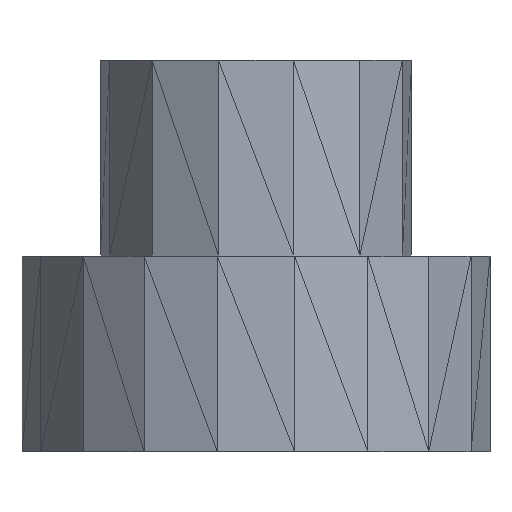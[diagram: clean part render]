
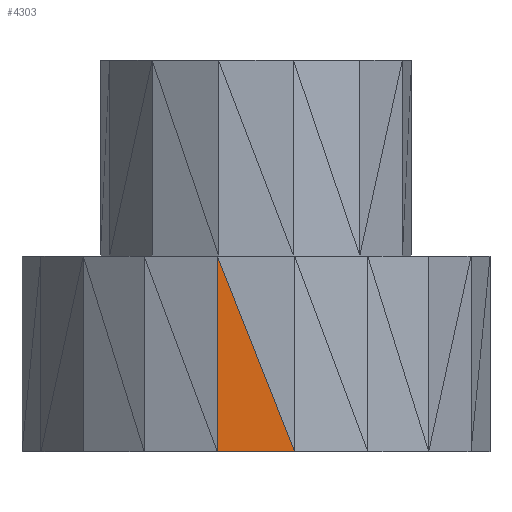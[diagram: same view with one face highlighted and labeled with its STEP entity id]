
A CAD part, left-side view. The second image highlights one B-rep face of the part: STEP entity #4303.
In plain terms, the highlighted planar face has unit normal (-1, 0, 0).
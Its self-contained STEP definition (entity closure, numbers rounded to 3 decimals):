
#3842 = VERTEX_POINT('',#3843);
#3843 = CARTESIAN_POINT('',(-6.478,-0.758,0.));
#4049 = PLANE('',#4050);
#4050 = AXIS2_PLACEMENT_3D('',#4051,#4052,#4053);
#4051 = CARTESIAN_POINT('',(-6.478,-0.758,0.));
#4052 = DIRECTION('',(0.,0.,1.));
#4053 = DIRECTION('',(1.,0.,-0.));
#4119 = EDGE_CURVE('',#3842,#4120,#4122,.T.);
#4120 = VERTEX_POINT('',#4121);
#4121 = CARTESIAN_POINT('',(-6.478,1.217,0.));
#4122 = SURFACE_CURVE('',#4123,(#4127,#4134),.PCURVE_S1.);
#4123 = LINE('',#4124,#4125);
#4124 = CARTESIAN_POINT('',(-6.478,-0.758,0.));
#4125 = VECTOR('',#4126,1.);
#4126 = DIRECTION('',(0.,1.,0.));
#4127 = PCURVE('',#4049,#4128);
#4128 = DEFINITIONAL_REPRESENTATION('',(#4129),#4133);
#4129 = LINE('',#4130,#4131);
#4130 = CARTESIAN_POINT('',(0.,0.));
#4131 = VECTOR('',#4132,1.);
#4132 = DIRECTION('',(0.,1.));
#4133 = ( GEOMETRIC_REPRESENTATION_CONTEXT(2) 
PARAMETRIC_REPRESENTATION_CONTEXT() REPRESENTATION_CONTEXT('2D SPACE',''
  ) );
#4134 = PCURVE('',#4135,#4140);
#4135 = PLANE('',#4136);
#4136 = AXIS2_PLACEMENT_3D('',#4137,#4138,#4139);
#4137 = CARTESIAN_POINT('',(-6.478,1.217,0.));
#4138 = DIRECTION('',(1.,0.,-0.));
#4139 = DIRECTION('',(0.,0.,1.));
#4140 = DEFINITIONAL_REPRESENTATION('',(#4141),#4144);
#4141 = B_SPLINE_CURVE_WITH_KNOTS('',1,(#4142,#4143),.UNSPECIFIED.,.F.,
  .F.,(2,2),(0.,1.975),.PIECEWISE_BEZIER_KNOTS.);
#4142 = CARTESIAN_POINT('',(0.,1.975));
#4143 = CARTESIAN_POINT('',(0.,0.));
#4144 = ( GEOMETRIC_REPRESENTATION_CONTEXT(2) 
PARAMETRIC_REPRESENTATION_CONTEXT() REPRESENTATION_CONTEXT('2D SPACE',''
  ) );
#4303 = ADVANCED_FACE('',(#4304),#4135,.F.);
#4304 = FACE_BOUND('',#4305,.T.);
#4305 = EDGE_LOOP('',(#4306,#4307,#4334));
#4306 = ORIENTED_EDGE('',*,*,#4119,.F.);
#4307 = ORIENTED_EDGE('',*,*,#4308,.T.);
#4308 = EDGE_CURVE('',#3842,#4309,#4311,.T.);
#4309 = VERTEX_POINT('',#4310);
#4310 = CARTESIAN_POINT('',(-6.478,1.217,5.));
#4311 = SURFACE_CURVE('',#4312,(#4316,#4323),.PCURVE_S1.);
#4312 = LINE('',#4313,#4314);
#4313 = CARTESIAN_POINT('',(-6.478,-0.758,0.));
#4314 = VECTOR('',#4315,1.);
#4315 = DIRECTION('',(0.,0.367,0.93));
#4316 = PCURVE('',#4135,#4317);
#4317 = DEFINITIONAL_REPRESENTATION('',(#4318),#4322);
#4318 = LINE('',#4319,#4320);
#4319 = CARTESIAN_POINT('',(0.,1.975));
#4320 = VECTOR('',#4321,1.);
#4321 = DIRECTION('',(0.93,-0.367));
#4322 = ( GEOMETRIC_REPRESENTATION_CONTEXT(2) 
PARAMETRIC_REPRESENTATION_CONTEXT() REPRESENTATION_CONTEXT('2D SPACE',''
  ) );
#4323 = PCURVE('',#4324,#4329);
#4324 = PLANE('',#4325);
#4325 = AXIS2_PLACEMENT_3D('',#4326,#4327,#4328);
#4326 = CARTESIAN_POINT('',(-6.478,-0.758,5.));
#4327 = DIRECTION('',(1.,-0.,0.));
#4328 = DIRECTION('',(-0.,0.,1.));
#4329 = DEFINITIONAL_REPRESENTATION('',(#4330),#4333);
#4330 = B_SPLINE_CURVE_WITH_KNOTS('',1,(#4331,#4332),.UNSPECIFIED.,.F.,
  .F.,(2,2),(0.,5.376),.PIECEWISE_BEZIER_KNOTS.);
#4331 = CARTESIAN_POINT('',(-5.,0.));
#4332 = CARTESIAN_POINT('',(0.,-1.975));
#4333 = ( GEOMETRIC_REPRESENTATION_CONTEXT(2) 
PARAMETRIC_REPRESENTATION_CONTEXT() REPRESENTATION_CONTEXT('2D SPACE',''
  ) );
#4334 = ORIENTED_EDGE('',*,*,#4335,.T.);
#4335 = EDGE_CURVE('',#4309,#4120,#4336,.T.);
#4336 = SURFACE_CURVE('',#4337,(#4341,#4348),.PCURVE_S1.);
#4337 = LINE('',#4338,#4339);
#4338 = CARTESIAN_POINT('',(-6.478,1.217,5.));
#4339 = VECTOR('',#4340,1.);
#4340 = DIRECTION('',(0.,0.,-1.));
#4341 = PCURVE('',#4135,#4342);
#4342 = DEFINITIONAL_REPRESENTATION('',(#4343),#4347);
#4343 = LINE('',#4344,#4345);
#4344 = CARTESIAN_POINT('',(5.,0.));
#4345 = VECTOR('',#4346,1.);
#4346 = DIRECTION('',(-1.,0.));
#4347 = ( GEOMETRIC_REPRESENTATION_CONTEXT(2) 
PARAMETRIC_REPRESENTATION_CONTEXT() REPRESENTATION_CONTEXT('2D SPACE',''
  ) );
#4348 = PCURVE('',#4349,#4354);
#4349 = PLANE('',#4350);
#4350 = AXIS2_PLACEMENT_3D('',#4351,#4352,#4353);
#4351 = CARTESIAN_POINT('',(-6.287,1.773,
    2.9));
#4352 = DIRECTION('',(-0.946,0.325,0.)
  );
#4353 = DIRECTION('',(-0.325,-0.946,0.
    ));
#4354 = DEFINITIONAL_REPRESENTATION('',(#4355),#4358);
#4355 = B_SPLINE_CURVE_WITH_KNOTS('',1,(#4356,#4357),.UNSPECIFIED.,.F.,
  .F.,(2,2),(0.,5.),.PIECEWISE_BEZIER_KNOTS.);
#4356 = CARTESIAN_POINT('',(0.588,2.1));
#4357 = CARTESIAN_POINT('',(0.588,-2.9));
#4358 = ( GEOMETRIC_REPRESENTATION_CONTEXT(2) 
PARAMETRIC_REPRESENTATION_CONTEXT() REPRESENTATION_CONTEXT('2D SPACE',''
  ) );
